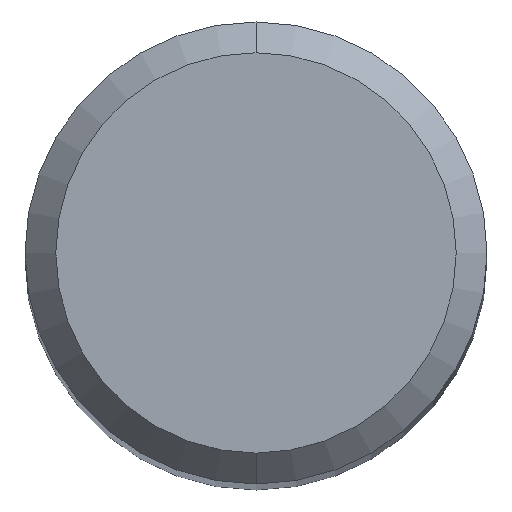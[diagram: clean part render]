
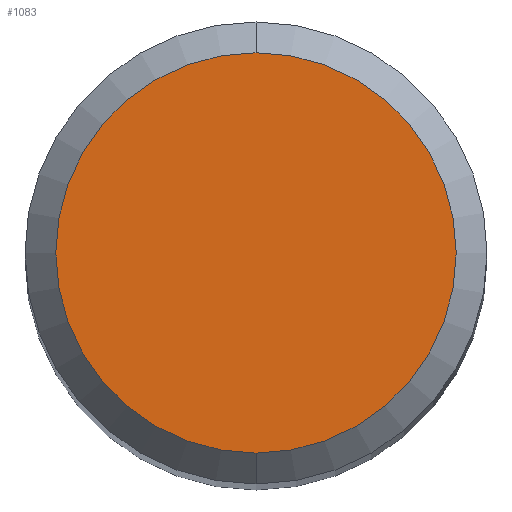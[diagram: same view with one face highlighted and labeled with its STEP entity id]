
A CAD part, top view. The second image highlights one B-rep face of the part: STEP entity #1083.
In plain terms, the highlighted planar face has unit normal (0, 0, 1).
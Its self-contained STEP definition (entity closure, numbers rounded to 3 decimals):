
#425=EDGE_CURVE('',#1091,#483,#1157,.T.);
#483=VERTEX_POINT('',#1217);
#619=EDGE_CURVE('',#483,#1091,#1366,.T.);
#1083=ADVANCED_FACE('',(#1873),#1874,.T.);
#1091=VERTEX_POINT('',#1883);
#1157=CIRCLE('',#2614,2.6);
#1217=CARTESIAN_POINT('',(0.0,2.6,0.0));
#1366=CIRCLE('',#4656,2.6);
#1873=FACE_OUTER_BOUND('',#9471,.T.);
#1874=PLANE('',#9472);
#1883=CARTESIAN_POINT('',(0.,-2.6,0.0));
#2614=AXIS2_PLACEMENT_3D('',#9564,#9565,#9566);
#4656=AXIS2_PLACEMENT_3D('',#9764,#9765,#9766);
#9471=EDGE_LOOP('',(#10271,#10272));
#9472=AXIS2_PLACEMENT_3D('',#10273,#10274,#10275);
#9564=CARTESIAN_POINT('',(0.0,0.0,0.0));
#9565=DIRECTION('',(0.0,0.0,-1.0));
#9566=DIRECTION('',(0.0,1.0,0.0));
#9764=CARTESIAN_POINT('',(0.0,0.0,0.0));
#9765=DIRECTION('',(0.0,0.0,-1.0));
#9766=DIRECTION('',(0.0,1.0,0.0));
#10271=ORIENTED_EDGE('',*,*,#619,.F.);
#10272=ORIENTED_EDGE('',*,*,#425,.F.);
#10273=CARTESIAN_POINT('',(0.0,1.3,0.0));
#10274=DIRECTION('',(-0.0,0.0,1.0));
#10275=DIRECTION('',(0.0,-1.0,0.0));
